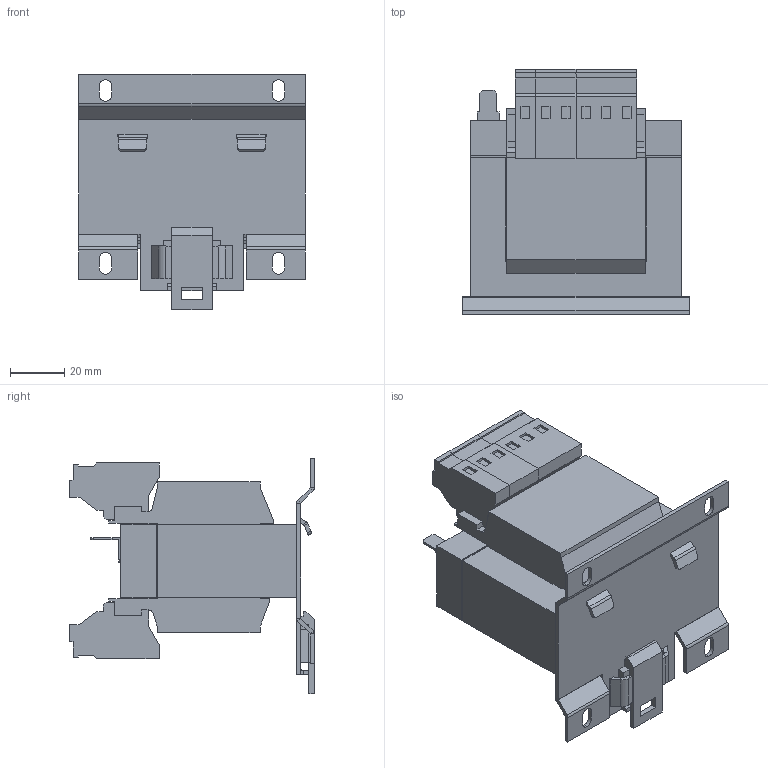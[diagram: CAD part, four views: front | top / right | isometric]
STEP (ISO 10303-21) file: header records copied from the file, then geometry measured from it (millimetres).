
FILE_DESCRIPTION (( 'STEP AP214' ), '1' );
FILE_NAME ('267140.STEP', '2020-07-16T05:30:24', ( '' ), ( '' ), 'SwSTEP 2.0', 'SolidWorks 2018', '' );
FILE_SCHEMA (( 'AUTOMOTIVE_DESIGN' ));
Length unit declared in the file: millimetre
Products named in the file (1): 267140
Bounding box: 84 x 90.6 x 87.2 mm (x, y, z)
Volume: 254758.2 mm3; surface area: 52258 mm2
Topology: 1 solids, 1 shells, 443 faces, 1105 edges, 684 vertices
Faces by surface type: plane 365, cylinder 66, bspline 12
Entity records: 13177 total; most frequent: CARTESIAN_POINT 2659, ORIENTED_EDGE 2210, DIRECTION 2055, EDGE_CURVE 1105, VECTOR 955, LINE 955, VERTEX_POINT 684, AXIS2_PLACEMENT_3D 550
